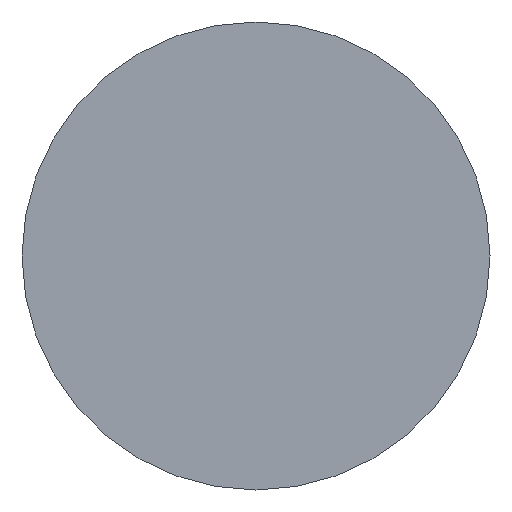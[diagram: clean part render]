
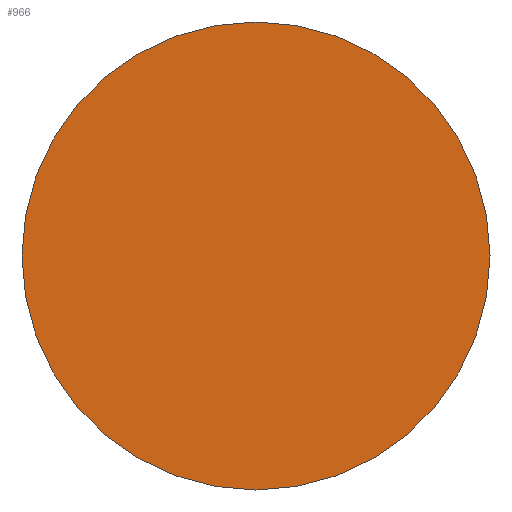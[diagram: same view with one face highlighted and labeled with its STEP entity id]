
A CAD part, left-side view. The second image highlights one B-rep face of the part: STEP entity #966.
In plain terms, the highlighted planar face has unit normal (-1, 0, 0).
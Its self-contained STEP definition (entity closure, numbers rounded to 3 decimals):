
#2 = CARTESIAN_POINT ( 'NONE',  ( 0., 0., 59.5 ) ) ;
#33 = DIRECTION ( 'NONE',  ( 1., 0., 0. ) ) ;
#34 = DIRECTION ( 'NONE',  ( 0., 0., -1. ) ) ;
#79 = ORIENTED_EDGE ( 'NONE', *, *, #731, .F. ) ;
#120 = VERTEX_POINT ( 'NONE', #294 ) ;
#141 = FACE_OUTER_BOUND ( 'NONE', #532, .T. ) ;
#159 = CARTESIAN_POINT ( 'NONE',  ( 0., 0., 0. ) ) ;
#186 = AXIS2_PLACEMENT_3D ( 'NONE', #538, #33, #623 ) ;
#218 = CIRCLE ( 'NONE', #186, 59.5 ) ;
#247 = PLANE ( 'NONE',  #745 ) ;
#285 = VERTEX_POINT ( 'NONE', #2 ) ;
#294 = CARTESIAN_POINT ( 'NONE',  ( 0., 0., -59.5 ) ) ;
#417 = DIRECTION ( 'NONE',  ( 0., 0., 1. ) ) ;
#532 = EDGE_LOOP ( 'NONE', ( #79, #691 ) ) ;
#536 = CIRCLE ( 'NONE', #795, 59.5 ) ;
#538 = CARTESIAN_POINT ( 'NONE',  ( 0., 0., 0. ) ) ;
#539 = DIRECTION ( 'NONE',  ( 1., 0., 0. ) ) ;
#623 = DIRECTION ( 'NONE',  ( 0., 0., -1. ) ) ;
#691 = ORIENTED_EDGE ( 'NONE', *, *, #1043, .F. ) ;
#731 = EDGE_CURVE ( 'NONE', #285, #120, #218, .T. ) ;
#745 = AXIS2_PLACEMENT_3D ( 'NONE', #159, #911, #417 ) ;
#795 = AXIS2_PLACEMENT_3D ( 'NONE', #1028, #539, #34 ) ;
#911 = DIRECTION ( 'NONE',  ( -1., 0., 0. ) ) ;
#966 = ADVANCED_FACE ( 'NONE', ( #141 ), #247, .T. ) ;
#1028 = CARTESIAN_POINT ( 'NONE',  ( 0., 0., 0. ) ) ;
#1043 = EDGE_CURVE ( 'NONE', #120, #285, #536, .T. ) ;
